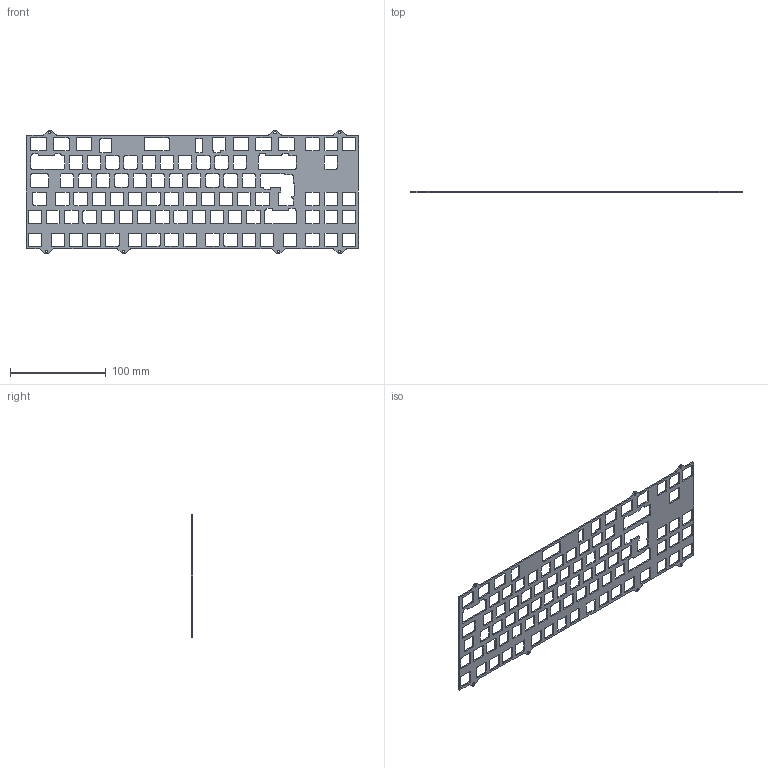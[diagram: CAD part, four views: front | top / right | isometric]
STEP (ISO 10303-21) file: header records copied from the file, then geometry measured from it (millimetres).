
FILE_DESCRIPTION(/* description */ (''),/* implementation_level */ '2;1');
FILE_NAME(/* name */ 'Plate.step',/* time_stamp */ '2022-01-02T01:05:14+07:00',/* author */ (''),/* organization */ (''),/* preprocessor_version */ 'ST-DEVELOPER v18.1',/* originating_system */ 'Autodesk Translation Framework v10.10.0.1391',/* authorisation */ '');
FILE_SCHEMA (('AUTOMOTIVE_DESIGN { 1 0 10303 214 3 1 1 }'));
Length unit declared in the file: millimetre
Products named in the file (1): FusionComponent
Bounding box: 347.66 x 1.5 x 129.06 mm (x, y, z)
Volume: 33494.1 mm3; surface area: 53859.3 mm2
Topology: 1 solids, 1 shells, 839 faces, 2511 edges, 1674 vertices
Faces by surface type: plane 427, cylinder 412
Full cylindrical faces by diameter (mm): 2.5 x7
Entity records: 28886 total; most frequent: CARTESIAN_POINT 5025, ORIENTED_EDGE 5022, DIRECTION 5015, EDGE_CURVE 2511, LINE 1687, VECTOR 1687, VERTEX_POINT 1674, AXIS2_PLACEMENT_3D 1664
